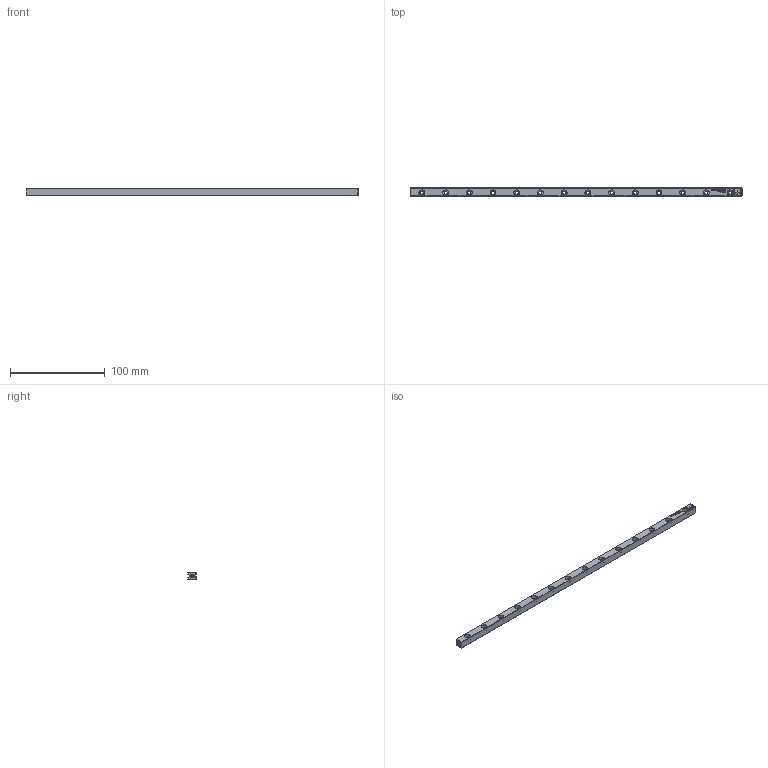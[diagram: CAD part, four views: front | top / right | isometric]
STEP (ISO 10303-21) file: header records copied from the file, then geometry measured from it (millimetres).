
FILE_DESCRIPTION(/* description */ (''),/* implementation_level */ '2;1');
FILE_NAME(/* name */ 'Rail RSDE-3350.stp',/* time_stamp */ '2024-11-11T16:35:07+01:00',/* author */ (''),/* organization */ (''),/* preprocessor_version */ 'ST-DEVELOPER v16.7',/* originating_system */ 'SIEMENS PLM Software NX 12.0',/* authorisation */ '');
FILE_SCHEMA (('AUTOMOTIVE_DESIGN { 1 0 10303 214 3 1 1 1 }'));
Length unit declared in the file: millimetre
Products named in the file (1): Rail RSDE-3350_step_stp
Bounding box: 350 x 8.6 x 8 mm (x, y, z)
Volume: 20816.3 mm3; surface area: 13495.3 mm2
Topology: 1 solids, 1 shells, 395 faces, 1064 edges, 704 vertices
Faces by surface type: plane 238, bspline 90, cone 34, cylinder 33
Full cylindrical faces by diameter (mm): 2.6 x2, 3.2 x2, 3.3 x14, 6 x14
Entity records: 14082 total; most frequent: CARTESIAN_POINT 3242, ORIENTED_EDGE 1896, DIRECTION 1476, EDGE_CURVE 948, LINE 672, VECTOR 672, VERTEX_POINT 656, EDGE_LOOP 522
